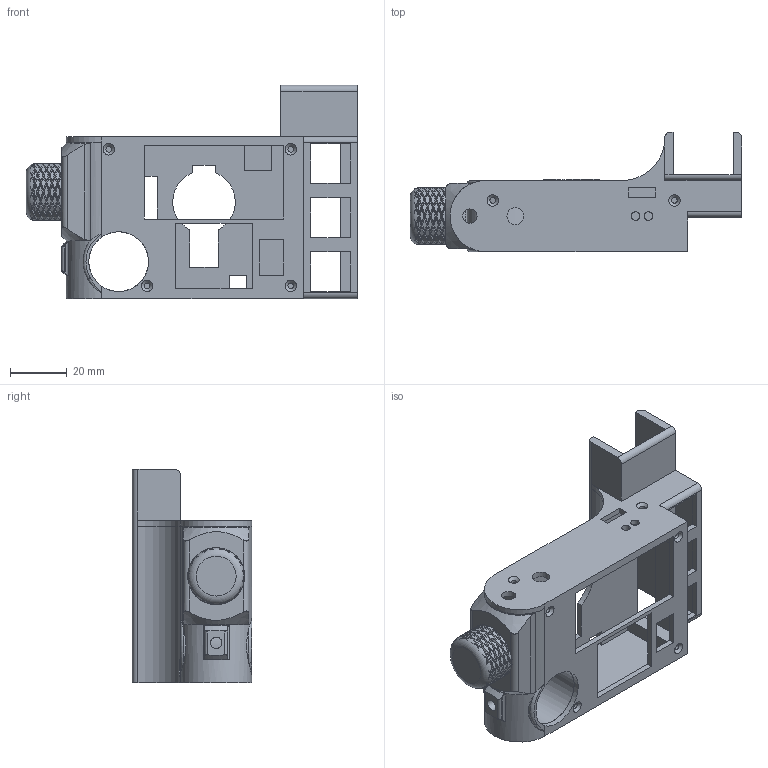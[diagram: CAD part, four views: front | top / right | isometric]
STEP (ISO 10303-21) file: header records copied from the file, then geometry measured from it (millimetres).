
FILE_DESCRIPTION(/* description */ (''),/* implementation_level */ '2;1');
FILE_NAME(/* name */ 'otsi 13012024.step',/* time_stamp */ '2024-01-13T19:59:19+01:00',/* author */ (''),/* organization */ (''),/* preprocessor_version */ 'ST-DEVELOPER v20',/* originating_system */ 'Autodesk Translation Framework v12.14.0.127',/* authorisation */ '');
FILE_SCHEMA (('AUTOMOTIVE_DESIGN { 1 0 10303 214 3 1 1 }'));
Length unit declared in the file: millimetre
Products named in the file (4): otsi; knob; Component4; Component5
Assembly tree (3 placements, depth 2):
  otsi
    knob
    Component4
    Component5
Bounding box: 116.43 x 42 x 75 mm (x, y, z)
Volume: 48014.5 mm3; surface area: 40262.7 mm2
Topology: 3 solids, 3 shells, 994 faces, 2245 edges, 1261 vertices
Faces by surface type: bspline 623, cylinder 182, plane 165, torus 13, cone 11
Full cylindrical faces by diameter (mm): 2 x6, 3 x10, 4 x1, 5 x1, 6 x1, 7 x1, 20 x1, 21 x1
Entity records: 37208 total; most frequent: CARTESIAN_POINT 20145, ORIENTED_EDGE 4490, EDGE_CURVE 2245, B_SPLINE_CURVE_WITH_KNOTS 1560, DIRECTION 1553, VERTEX_POINT 1261, EDGE_LOOP 1060, FACE_OUTER_BOUND 994
